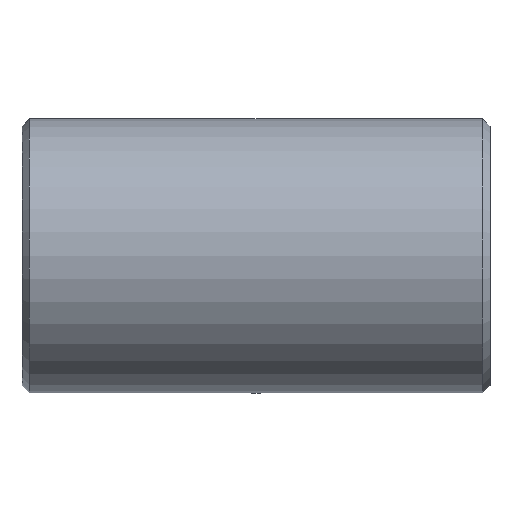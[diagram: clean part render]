
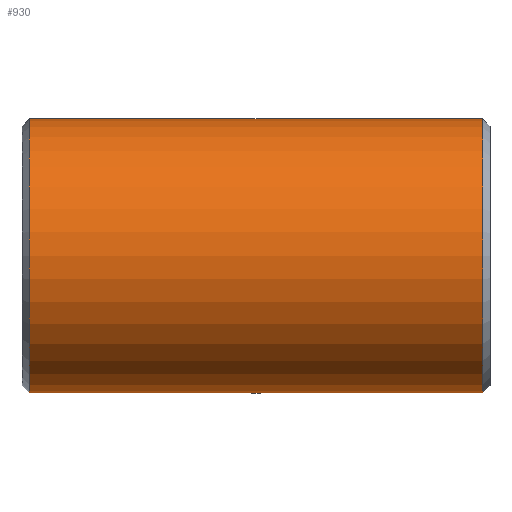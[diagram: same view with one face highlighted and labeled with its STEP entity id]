
A CAD part, top view. The second image highlights one B-rep face of the part: STEP entity #930.
In plain terms, the highlighted cylindrical face has radius 34 mm (diameter 68 mm), a full revolution.
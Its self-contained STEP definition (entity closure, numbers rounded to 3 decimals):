
#59 = VERTEX_POINT ( 'NONE', #62 ) ;
#62 = CARTESIAN_POINT ( 'NONE',  ( -56.189, 0., -34. ) ) ;
#87 = VERTEX_POINT ( 'NONE', #88 ) ;
#88 = CARTESIAN_POINT ( 'NONE',  ( 56.189, 0., -34. ) ) ;
#128 = EDGE_CURVE ( 'NONE', #59, #59, #775, .T. ) ;
#130 = AXIS2_PLACEMENT_3D ( 'NONE', #241, #242, #243 ) ;
#143 = AXIS2_PLACEMENT_3D ( 'NONE', #177, #179, #180 ) ;
#148 = EDGE_CURVE ( 'NONE', #171, #172, #719, .T. ) ;
#150 = EDGE_CURVE ( 'NONE', #172, #171, #720, .T. ) ;
#152 = EDGE_CURVE ( 'NONE', #87, #87, #831, .T. ) ;
#171 = VERTEX_POINT ( 'NONE', #260 ) ;
#172 = VERTEX_POINT ( 'NONE', #261 ) ;
#177 = CARTESIAN_POINT ( 'NONE',  ( -56.189, 0., 0. ) ) ;
#179 = DIRECTION ( 'NONE',  ( 1., 0., 0. ) ) ;
#180 = DIRECTION ( 'NONE',  ( 0., 0., -1. ) ) ;
#220 = CARTESIAN_POINT ( 'NONE',  ( 73.8, -34., -68. ) ) ;
#227 = CARTESIAN_POINT ( 'NONE',  ( 0., -34., 0. ) ) ;
#231 = CARTESIAN_POINT ( 'NONE',  ( -73.8, 34., -68. ) ) ;
#232 = CARTESIAN_POINT ( 'NONE',  ( 73.8, 34., -68. ) ) ;
#233 = CARTESIAN_POINT ( 'NONE',  ( 0., 34., 0. ) ) ;
#234 = CARTESIAN_POINT ( 'NONE',  ( 0., 34., 0. ) ) ;
#239 = CARTESIAN_POINT ( 'NONE',  ( -73.8, -34., -68. ) ) ;
#240 = CARTESIAN_POINT ( 'NONE',  ( 0., -34., 0. ) ) ;
#241 = CARTESIAN_POINT ( 'NONE',  ( 56.189, 0., 0. ) ) ;
#242 = DIRECTION ( 'NONE',  ( 1., 0., 0. ) ) ;
#243 = DIRECTION ( 'NONE',  ( 0., 0., -1. ) ) ;
#260 = CARTESIAN_POINT ( 'NONE',  ( 0., -34., 0. ) ) ;
#261 = CARTESIAN_POINT ( 'NONE',  ( 0., 34., 0. ) ) ;
#305 = CARTESIAN_POINT ( 'NONE',  ( 58., 0., 0. ) ) ;
#309 = DIRECTION ( 'NONE',  ( 1., 0., 0. ) ) ;
#310 = DIRECTION ( 'NONE',  ( 0., 0., -1. ) ) ;
#719 =( BOUNDED_CURVE ( )  B_SPLINE_CURVE ( 3, ( #227, #220, #232, #233 ),
 .UNSPECIFIED., .F., .F. ) 
 B_SPLINE_CURVE_WITH_KNOTS ( ( 4, 4 ),
 ( 1.571, 4.712 ),
 .UNSPECIFIED. ) 
 CURVE ( )  GEOMETRIC_REPRESENTATION_ITEM ( )  RATIONAL_B_SPLINE_CURVE ( ( 1., 0.333, 0.333, 1. ) ) 
 REPRESENTATION_ITEM ( '' )  );
#720 =( BOUNDED_CURVE ( )  B_SPLINE_CURVE ( 3, ( #234, #231, #239, #240 ),
 .UNSPECIFIED., .F., .T. ) 
 B_SPLINE_CURVE_WITH_KNOTS ( ( 4, 4 ),
 ( 1.571, 4.712 ),
 .UNSPECIFIED. ) 
 CURVE ( )  GEOMETRIC_REPRESENTATION_ITEM ( )  RATIONAL_B_SPLINE_CURVE ( ( 1., 0.333, 0.333, 1. ) ) 
 REPRESENTATION_ITEM ( '' )  );
#739 = EDGE_LOOP ( 'NONE', ( #772 ) ) ;
#757 = EDGE_LOOP ( 'NONE', ( #770, #771 ) ) ;
#762 = EDGE_LOOP ( 'NONE', ( #814 ) ) ;
#770 = ORIENTED_EDGE ( 'NONE', *, *, #150, .T. ) ;
#771 = ORIENTED_EDGE ( 'NONE', *, *, #148, .T. ) ;
#772 = ORIENTED_EDGE ( 'NONE', *, *, #128, .T. ) ;
#775 = CIRCLE ( 'NONE', #143, 34. ) ;
#814 = ORIENTED_EDGE ( 'NONE', *, *, #152, .F. ) ;
#831 = CIRCLE ( 'NONE', #130, 34. ) ;
#866 = FACE_BOUND ( 'NONE', #757, .T. ) ;
#867 = FACE_OUTER_BOUND ( 'NONE', #762, .T. ) ;
#869 = CYLINDRICAL_SURFACE ( 'NONE', #903, 34. ) ;
#870 = FACE_OUTER_BOUND ( 'NONE', #739, .T. ) ;
#903 = AXIS2_PLACEMENT_3D ( 'NONE', #305, #309, #310 ) ;
#930 = ADVANCED_FACE ( 'NONE', ( #867, #866, #870 ), #869, .T. ) ;
